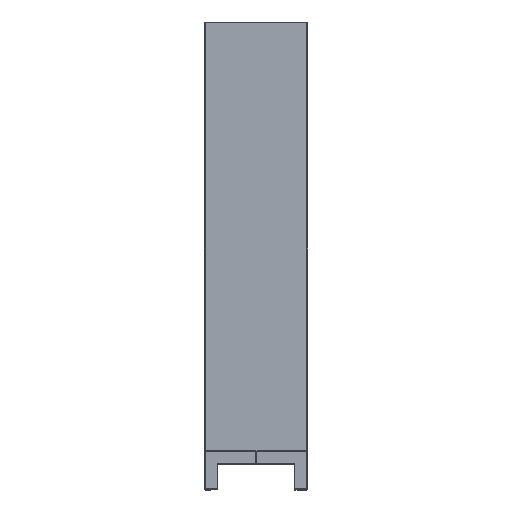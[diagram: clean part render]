
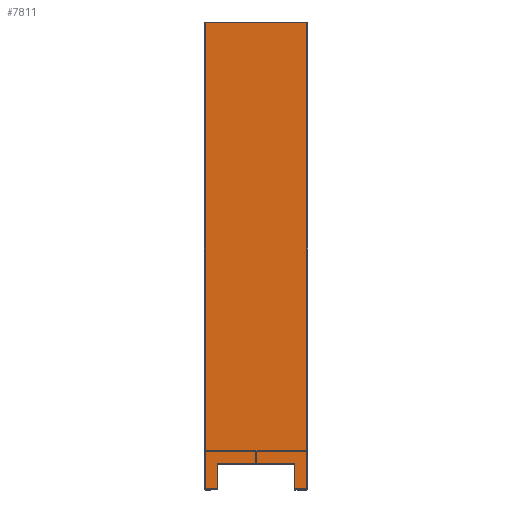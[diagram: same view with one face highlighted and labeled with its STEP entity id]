
A CAD part, top view. The second image highlights one B-rep face of the part: STEP entity #7811.
In plain terms, the highlighted face is planar.
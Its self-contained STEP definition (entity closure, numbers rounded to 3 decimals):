
#4 = CARTESIAN_POINT ( 'NONE',  ( 0., 0., 0. ) ) ;
#100 = EDGE_CURVE ( 'NONE', #8950, #1604, #5125, .T. ) ;
#110 = LINE ( 'NONE', #6980, #1216 ) ;
#123 = VECTOR ( 'NONE', #4047, 1000. ) ;
#518 = EDGE_CURVE ( 'NONE', #2133, #7710, #965, .T. ) ;
#965 = LINE ( 'NONE', #9248, #123 ) ;
#974 = LINE ( 'NONE', #9604, #9934 ) ;
#1216 = VECTOR ( 'NONE', #2313, 1000. ) ;
#1242 = CARTESIAN_POINT ( 'NONE',  ( 150., 0., 0. ) ) ;
#1267 = EDGE_CURVE ( 'NONE', #3512, #8838, #5297, .T. ) ;
#1324 = CARTESIAN_POINT ( 'NONE',  ( -150., 0., 0. ) ) ;
#1334 = CARTESIAN_POINT ( 'NONE',  ( -150., 0., -100. ) ) ;
#1502 = CARTESIAN_POINT ( 'NONE',  ( 194., 0., -1797. ) ) ;
#1604 = VERTEX_POINT ( 'NONE', #1324 ) ;
#2133 = VERTEX_POINT ( 'NONE', #1242 ) ;
#2147 = VECTOR ( 'NONE', #7432, 1000. ) ;
#2313 = DIRECTION ( 'NONE',  ( 0., 0., -1. ) ) ;
#2489 = AXIS2_PLACEMENT_3D ( 'NONE', #4, #6175, #6933 ) ;
#2677 = EDGE_CURVE ( 'NONE', #8865, #7892, #2769, .T. ) ;
#2769 = LINE ( 'NONE', #7389, #2147 ) ;
#2851 = DIRECTION ( 'NONE',  ( 1., 0., 0. ) ) ;
#3144 = EDGE_LOOP ( 'NONE', ( #5522, #4890, #9686, #6669, #3173, #5693, #9696, #3835 ) ) ;
#3173 = ORIENTED_EDGE ( 'NONE', *, *, #6817, .T. ) ;
#3512 = VERTEX_POINT ( 'NONE', #6651 ) ;
#3824 = LINE ( 'NONE', #8384, #5409 ) ;
#3835 = ORIENTED_EDGE ( 'NONE', *, *, #518, .T. ) ;
#3839 = FACE_OUTER_BOUND ( 'NONE', #3144, .T. ) ;
#4047 = DIRECTION ( 'NONE',  ( 1., 0., 0. ) ) ;
#4057 = DIRECTION ( 'NONE',  ( 0., 0., 1. ) ) ;
#4890 = ORIENTED_EDGE ( 'NONE', *, *, #2677, .T. ) ;
#5125 = LINE ( 'NONE', #9658, #7065 ) ;
#5169 = CARTESIAN_POINT ( 'NONE',  ( 150., 0., -100. ) ) ;
#5272 = PLANE ( 'NONE',  #2489 ) ;
#5297 = LINE ( 'NONE', #1334, #9321 ) ;
#5409 = VECTOR ( 'NONE', #6113, 1000. ) ;
#5522 = ORIENTED_EDGE ( 'NONE', *, *, #9819, .T. ) ;
#5693 = ORIENTED_EDGE ( 'NONE', *, *, #1267, .T. ) ;
#6113 = DIRECTION ( 'NONE',  ( 0., 0., -1. ) ) ;
#6175 = DIRECTION ( 'NONE',  ( 0., -1., 0. ) ) ;
#6484 = DIRECTION ( 'NONE',  ( 1., 0., 0. ) ) ;
#6651 = CARTESIAN_POINT ( 'NONE',  ( -150., 0., -100. ) ) ;
#6669 = ORIENTED_EDGE ( 'NONE', *, *, #100, .T. ) ;
#6692 = EDGE_CURVE ( 'NONE', #8838, #2133, #9692, .T. ) ;
#6817 = EDGE_CURVE ( 'NONE', #1604, #3512, #3824, .T. ) ;
#6933 = DIRECTION ( 'NONE',  ( 0., 0., -1. ) ) ;
#6980 = CARTESIAN_POINT ( 'NONE',  ( 194., 0., 0. ) ) ;
#7065 = VECTOR ( 'NONE', #6484, 1000. ) ;
#7389 = CARTESIAN_POINT ( 'NONE',  ( -200., 0., -1797. ) ) ;
#7432 = DIRECTION ( 'NONE',  ( -1., 0., 0. ) ) ;
#7532 = DIRECTION ( 'NONE',  ( 0., 0., 1. ) ) ;
#7691 = CARTESIAN_POINT ( 'NONE',  ( 194., 0., 0. ) ) ;
#7710 = VERTEX_POINT ( 'NONE', #7691 ) ;
#7811 = ADVANCED_FACE ( 'NONE', ( #3839 ), #5272, .F. ) ;
#7892 = VERTEX_POINT ( 'NONE', #7898 ) ;
#7898 = CARTESIAN_POINT ( 'NONE',  ( -194., 0., -1797. ) ) ;
#8137 = CARTESIAN_POINT ( 'NONE',  ( 150., 0., 0. ) ) ;
#8384 = CARTESIAN_POINT ( 'NONE',  ( -150., 0., 0. ) ) ;
#8813 = VECTOR ( 'NONE', #7532, 1000. ) ;
#8838 = VERTEX_POINT ( 'NONE', #5169 ) ;
#8865 = VERTEX_POINT ( 'NONE', #1502 ) ;
#8950 = VERTEX_POINT ( 'NONE', #9889 ) ;
#9248 = CARTESIAN_POINT ( 'NONE',  ( 150., 0., 0. ) ) ;
#9321 = VECTOR ( 'NONE', #2851, 1000. ) ;
#9604 = CARTESIAN_POINT ( 'NONE',  ( -194., 0., -1797. ) ) ;
#9629 = EDGE_CURVE ( 'NONE', #7892, #8950, #974, .T. ) ;
#9658 = CARTESIAN_POINT ( 'NONE',  ( -200., 0., 0. ) ) ;
#9686 = ORIENTED_EDGE ( 'NONE', *, *, #9629, .T. ) ;
#9692 = LINE ( 'NONE', #8137, #8813 ) ;
#9696 = ORIENTED_EDGE ( 'NONE', *, *, #6692, .T. ) ;
#9819 = EDGE_CURVE ( 'NONE', #7710, #8865, #110, .T. ) ;
#9889 = CARTESIAN_POINT ( 'NONE',  ( -194., 0., 0. ) ) ;
#9934 = VECTOR ( 'NONE', #4057, 1000. ) ;
